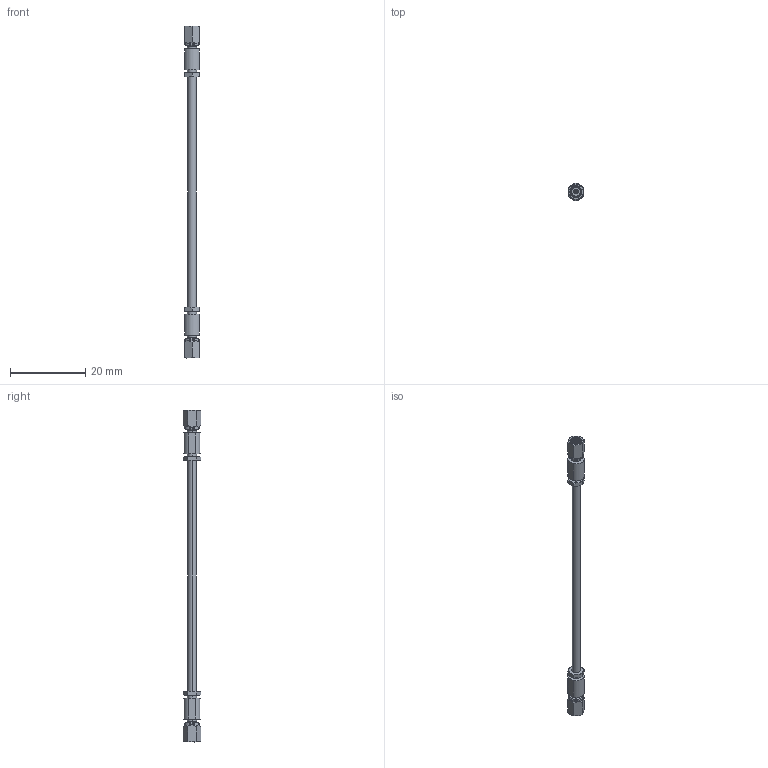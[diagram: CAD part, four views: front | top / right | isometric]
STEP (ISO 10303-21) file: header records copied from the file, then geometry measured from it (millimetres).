
FILE_DESCRIPTION (( 'STEP AP214' ), '1' );
FILE_NAME ('PE3C4441.step', '2020-04-20T16:19:04', ( '' ), ( '' ), 'SwSTEP 2.0', 'SolidWorks 2018', '' );
FILE_SCHEMA (( 'AUTOMOTIVE_DESIGN' ));
Length unit declared in the file: inch
Products named in the file (3): PE45365___; PE-SR405FL_3''''PE-SR405FL; PE3C4441
Assembly tree (3 placements, depth 2):
  PE3C4441
    PE-SR405FL_3''''PE-SR405FL
    PE45365___  x2
Bounding box: 3.96 x 4.58 x 88.38 mm (x, y, z)
Volume: 519.2 mm3; surface area: 1340.3 mm2
Topology: 3 solids, 3 shells, 196 faces, 450 edges, 280 vertices
Faces by surface type: plane 76, cylinder 58, cone 56, bspline 6
Entity records: 3580 total; most frequent: CARTESIAN_POINT 1313, ORIENTED_EDGE 456, DIRECTION 434, EDGE_CURVE 228, AXIS2_PLACEMENT_3D 175, VERTEX_POINT 142, EDGE_LOOP 112, ADVANCED_FACE 100
